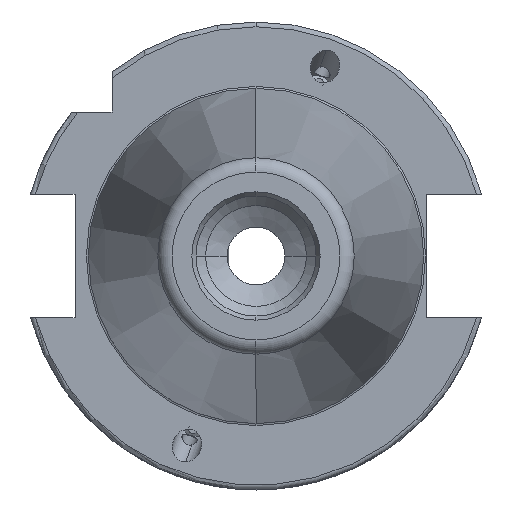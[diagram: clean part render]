
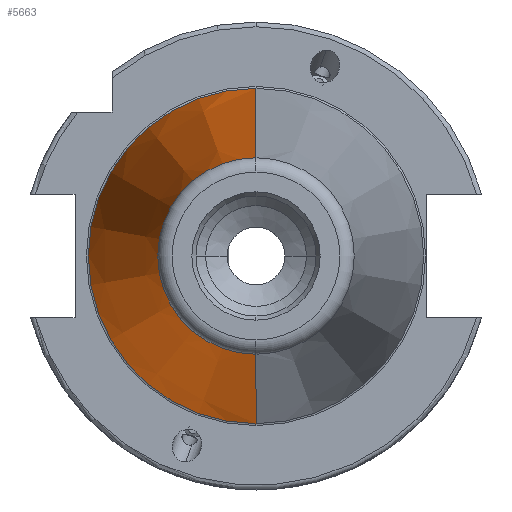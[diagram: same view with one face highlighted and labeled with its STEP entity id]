
A CAD part, left-side view. The second image highlights one B-rep face of the part: STEP entity #5663.
In plain terms, the highlighted conical face has half-angle 8.297 degrees and reference radius 34.925 mm.
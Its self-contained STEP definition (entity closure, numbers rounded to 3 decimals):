
#705 = CARTESIAN_POINT ( 'NONE',  ( -99.183, 0., 0. ) ) ;
#712 = CARTESIAN_POINT ( 'NONE',  ( 0., 0., 34.925 ) ) ;
#713 = DIRECTION ( 'NONE',  ( 0., 0., 1. ) ) ;
#714 = DIRECTION ( 'NONE',  ( -1., 0., 0. ) ) ;
#715 = CARTESIAN_POINT ( 'NONE',  ( 0., 0., 0. ) ) ;
#716 = AXIS2_PLACEMENT_3D ( 'NONE', #715, #714, #713 ) ;
#717 = CIRCLE ( 'NONE', #716, 34.925 ) ;
#722 = CARTESIAN_POINT ( 'NONE',  ( 0., 0., -34.925 ) ) ;
#727 = DIRECTION ( 'NONE',  ( 0., 0., -1. ) ) ;
#728 = DIRECTION ( 'NONE',  ( 1., 0., 0. ) ) ;
#729 = CARTESIAN_POINT ( 'NONE',  ( 0., 0., 0. ) ) ;
#730 = AXIS2_PLACEMENT_3D ( 'NONE', #729, #728, #727 ) ;
#732 = CONICAL_SURFACE ( 'NONE', #730, 34.925, 0.145 ) ;
#733 = FACE_OUTER_BOUND ( 'NONE', #5661, .T. ) ;
#734 = CARTESIAN_POINT ( 'NONE',  ( -99.183, 0., 20.461 ) ) ;
#740 = DIRECTION ( 'NONE',  ( 0.99, 0., -0.144 ) ) ;
#741 = VECTOR ( 'NONE', #740, 1000. ) ;
#742 = CARTESIAN_POINT ( 'NONE',  ( 0., 0., -34.925 ) ) ;
#743 = LINE ( 'NONE', #742, #741 ) ;
#744 = CARTESIAN_POINT ( 'NONE',  ( -99.183, 0., -20.461 ) ) ;
#749 = DIRECTION ( 'NONE',  ( 0.99, 0., 0.144 ) ) ;
#750 = VECTOR ( 'NONE', #749, 1000. ) ;
#751 = CARTESIAN_POINT ( 'NONE',  ( 0., 0., 34.925 ) ) ;
#752 = LINE ( 'NONE', #751, #750 ) ;
#765 = DIRECTION ( 'NONE',  ( 0., 0., 1. ) ) ;
#766 = DIRECTION ( 'NONE',  ( -1., 0., 0. ) ) ;
#767 = AXIS2_PLACEMENT_3D ( 'NONE', #705, #766, #765 ) ;
#768 = CIRCLE ( 'NONE', #767, 20.461 ) ;
#5661 = EDGE_LOOP ( 'NONE', ( #5682, #5688, #5685, #5691 ) ) ;
#5662 = VERTEX_POINT ( 'NONE', #734 ) ;
#5663 = ADVANCED_FACE ( 'NONE', ( #733 ), #732, .T. ) ;
#5670 = VERTEX_POINT ( 'NONE', #722 ) ;
#5673 = EDGE_CURVE ( 'NONE', #5674, #5670, #717, .T. ) ;
#5674 = VERTEX_POINT ( 'NONE', #712 ) ;
#5680 = EDGE_CURVE ( 'NONE', #5662, #5693, #768, .T. ) ;
#5682 = ORIENTED_EDGE ( 'NONE', *, *, #5680, .F. ) ;
#5685 = ORIENTED_EDGE ( 'NONE', *, *, #5673, .T. ) ;
#5688 = ORIENTED_EDGE ( 'NONE', *, *, #5689, .T. ) ;
#5689 = EDGE_CURVE ( 'NONE', #5662, #5674, #752, .T. ) ;
#5691 = ORIENTED_EDGE ( 'NONE', *, *, #5694, .F. ) ;
#5693 = VERTEX_POINT ( 'NONE', #744 ) ;
#5694 = EDGE_CURVE ( 'NONE', #5693, #5670, #743, .T. ) ;
